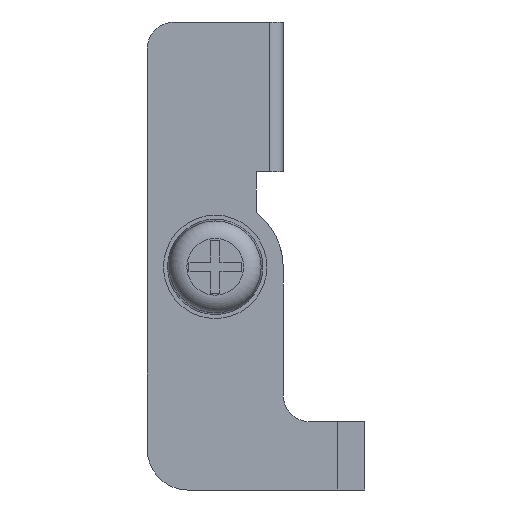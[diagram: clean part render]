
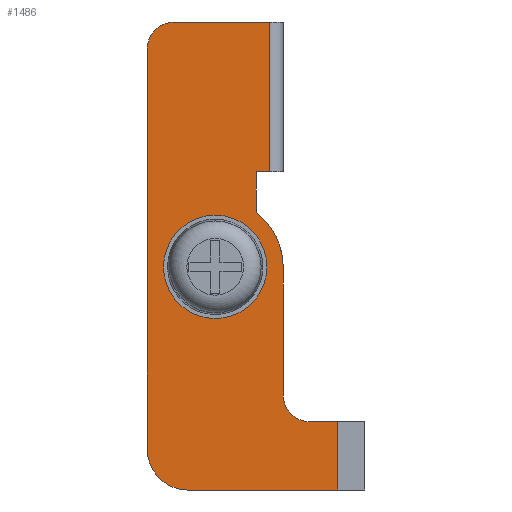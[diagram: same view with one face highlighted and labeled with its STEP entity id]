
A CAD part, left-side view. The second image highlights one B-rep face of the part: STEP entity #1486.
In plain terms, the highlighted planar face has unit normal (-1, 0, 0).
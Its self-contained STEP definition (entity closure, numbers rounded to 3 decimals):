
#58=LINE('',#2171,#217);
#65=LINE('',#2187,#224);
#78=LINE('',#2220,#237);
#98=LINE('',#2264,#257);
#106=LINE('',#2289,#265);
#111=LINE('',#2302,#270);
#113=LINE('',#2308,#272);
#121=LINE('',#2332,#280);
#122=LINE('',#2333,#281);
#217=VECTOR('',#1730,1000.);
#224=VECTOR('',#1741,1000.);
#237=VECTOR('',#1764,1000.);
#257=VECTOR('',#1800,1000.);
#265=VECTOR('',#1824,1000.);
#270=VECTOR('',#1841,1000.);
#272=VECTOR('',#1849,1000.);
#280=VECTOR('',#1879,1000.);
#281=VECTOR('',#1880,1000.);
#515=ORIENTED_EDGE('',*,*,#874,.F.);
#516=ORIENTED_EDGE('',*,*,#840,.T.);
#517=ORIENTED_EDGE('',*,*,#858,.F.);
#518=ORIENTED_EDGE('',*,*,#862,.F.);
#519=ORIENTED_EDGE('',*,*,#860,.F.);
#520=ORIENTED_EDGE('',*,*,#800,.F.);
#521=ORIENTED_EDGE('',*,*,#875,.T.);
#522=ORIENTED_EDGE('',*,*,#792,.F.);
#523=ORIENTED_EDGE('',*,*,#854,.T.);
#524=ORIENTED_EDGE('',*,*,#852,.F.);
#525=ORIENTED_EDGE('',*,*,#847,.F.);
#526=ORIENTED_EDGE('',*,*,#859,.F.);
#527=ORIENTED_EDGE('',*,*,#816,.F.);
#528=ORIENTED_EDGE('',*,*,#876,.T.);
#792=EDGE_CURVE('',#996,#997,#58,.T.);
#800=EDGE_CURVE('',#1003,#1004,#65,.T.);
#816=EDGE_CURVE('',#1018,#1019,#78,.T.);
#840=EDGE_CURVE('',#1035,#1034,#98,.T.);
#847=EDGE_CURVE('',#1040,#1041,#1137,.T.);
#852=EDGE_CURVE('',#1041,#1044,#106,.T.);
#854=EDGE_CURVE('',#996,#1044,#1140,.T.);
#858=EDGE_CURVE('',#1045,#1034,#1141,.T.);
#859=EDGE_CURVE('',#1019,#1040,#111,.T.);
#860=EDGE_CURVE('',#1004,#1046,#1142,.T.);
#862=EDGE_CURVE('',#1046,#1045,#113,.T.);
#874=EDGE_CURVE('',#1051,#1051,#1147,.F.);
#875=EDGE_CURVE('',#1003,#997,#121,.T.);
#876=EDGE_CURVE('',#1018,#1035,#122,.T.);
#996=VERTEX_POINT('',#2170);
#997=VERTEX_POINT('',#2172);
#1003=VERTEX_POINT('',#2186);
#1004=VERTEX_POINT('',#2188);
#1018=VERTEX_POINT('',#2219);
#1019=VERTEX_POINT('',#2221);
#1034=VERTEX_POINT('',#2263);
#1035=VERTEX_POINT('',#2265);
#1040=VERTEX_POINT('',#2278);
#1041=VERTEX_POINT('',#2280);
#1044=VERTEX_POINT('',#2290);
#1045=VERTEX_POINT('',#2299);
#1046=VERTEX_POINT('',#2305);
#1051=VERTEX_POINT('',#2331);
#1137=CIRCLE('',#1590,5.);
#1140=CIRCLE('',#1596,2.);
#1141=CIRCLE('',#1599,2.);
#1142=CIRCLE('',#1602,3.);
#1147=CIRCLE('',#1614,3.);
#1195=EDGE_LOOP('',(#515));
#1196=EDGE_LOOP('',(#516,#517,#518,#519,#520,#521,#522,#523,#524,#525,#526,
#527,#528));
#1310=FACE_BOUND('',#1195,.T.);
#1311=FACE_BOUND('',#1196,.T.);
#1416=PLANE('',#1613);
#1486=ADVANCED_FACE('',(#1310,#1311),#1416,.F.);
#1590=AXIS2_PLACEMENT_3D('',#2279,#1812,#1813);
#1596=AXIS2_PLACEMENT_3D('',#2293,#1828,#1829);
#1599=AXIS2_PLACEMENT_3D('',#2300,#1837,#1838);
#1602=AXIS2_PLACEMENT_3D('',#2304,#1844,#1845);
#1613=AXIS2_PLACEMENT_3D('',#2329,#1875,#1876);
#1614=AXIS2_PLACEMENT_3D('',#2330,#1877,#1878);
#1730=DIRECTION('',(0.,-1.,0.));
#1741=DIRECTION('',(0.,1.,0.));
#1764=DIRECTION('',(0.,1.,0.));
#1800=DIRECTION('',(0.,1.,0.));
#1812=DIRECTION('',(1.,0.,0.));
#1813=DIRECTION('',(0.,0.,-1.));
#1824=DIRECTION('',(0.,0.,-1.));
#1828=DIRECTION('',(1.,0.,0.));
#1829=DIRECTION('',(0.,0.,-1.));
#1837=DIRECTION('',(1.,0.,0.));
#1838=DIRECTION('',(0.,0.,-1.));
#1841=DIRECTION('',(0.,0.,-1.));
#1844=DIRECTION('',(1.,0.,0.));
#1845=DIRECTION('',(0.,0.,-1.));
#1849=DIRECTION('',(0.,0.,1.));
#1875=DIRECTION('',(1.,0.,0.));
#1876=DIRECTION('',(0.,0.,-1.));
#1877=DIRECTION('',(1.,0.,0.));
#1878=DIRECTION('',(0.,0.,-1.));
#1879=DIRECTION('',(0.,0.,1.));
#1880=DIRECTION('',(0.,0.,1.));
#2170=CARTESIAN_POINT('',(-24.,-2.,-29.4));
#2171=CARTESIAN_POINT('',(-24.,-2.,-29.4));
#2172=CARTESIAN_POINT('',(-24.,-4.,-29.4));
#2186=CARTESIAN_POINT('',(-24.,-4.,-34.4));
#2187=CARTESIAN_POINT('',(-24.,-4.,-34.4));
#2188=CARTESIAN_POINT('',(-24.,7.,-34.4));
#2219=CARTESIAN_POINT('',(-24.,1.,-11.));
#2220=CARTESIAN_POINT('',(-24.,0.,-11.));
#2221=CARTESIAN_POINT('',(-24.,2.,-11.));
#2263=CARTESIAN_POINT('',(-24.,8.,0.));
#2264=CARTESIAN_POINT('',(-24.,-4.,0.));
#2265=CARTESIAN_POINT('',(-24.,1.,0.));
#2278=CARTESIAN_POINT('',(-24.,2.,-14.));
#2279=CARTESIAN_POINT('',(-24.,5.,-18.));
#2280=CARTESIAN_POINT('',(-24.,0.,-18.));
#2289=CARTESIAN_POINT('',(-24.,0.,-18.));
#2290=CARTESIAN_POINT('',(-24.,0.,-27.4));
#2293=CARTESIAN_POINT('',(-24.,-2.,-27.4));
#2299=CARTESIAN_POINT('',(-24.,10.,-2.));
#2300=CARTESIAN_POINT('',(-24.,8.,-2.));
#2302=CARTESIAN_POINT('',(-24.,2.,-11.));
#2304=CARTESIAN_POINT('',(-24.,7.,-31.4));
#2305=CARTESIAN_POINT('',(-24.,10.,-31.4));
#2308=CARTESIAN_POINT('',(-24.,10.,-34.4));
#2329=CARTESIAN_POINT('',(-24.,-4.,-34.4));
#2330=CARTESIAN_POINT('',(-24.,5.,-18.));
#2331=CARTESIAN_POINT('',(-24.,5.,-21.));
#2332=CARTESIAN_POINT('',(-24.,-4.,-34.4));
#2333=CARTESIAN_POINT('',(-24.,1.,-11.));
